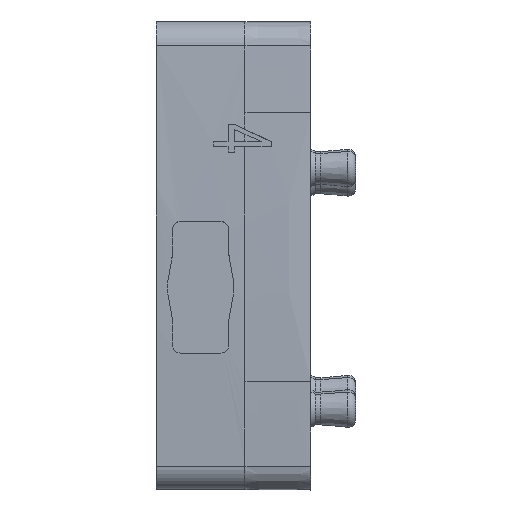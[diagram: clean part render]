
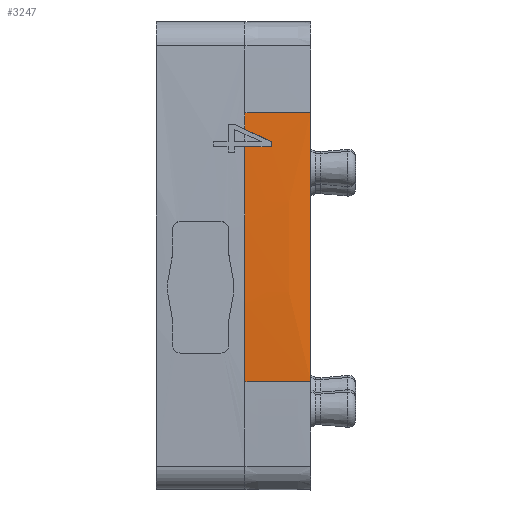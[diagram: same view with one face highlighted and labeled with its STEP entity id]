
A CAD part, top view. The second image highlights one B-rep face of the part: STEP entity #3247.
In plain terms, the highlighted face is a extrusion surface.
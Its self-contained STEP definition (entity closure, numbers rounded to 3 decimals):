
#2035=AXIS2_PLACEMENT_3D('Circle Axis2P3D',#2033,#2034,$) ;
#2090=AXIS2_PLACEMENT_3D('Circle Axis2P3D',#2088,#2089,$) ;
#2030=CARTESIAN_POINT('Vertex',(3.5,4.27,51.857)) ;
#2033=CARTESIAN_POINT('Axis2P3D Location',(3.5,9.583,-100.55)) ;
#2037=CARTESIAN_POINT('Vertex',(3.5,13.558,51.898)) ;
#2085=CARTESIAN_POINT('Vertex',(3.5,14.241,51.879)) ;
#2088=CARTESIAN_POINT('Axis2P3D Location',(3.5,9.583,-100.55)) ;
#2092=CARTESIAN_POINT('Vertex',(3.5,14.896,51.857)) ;
#2319=CARTESIAN_POINT('Vertex',(4.53,13.558,51.898)) ;
#2322=CARTESIAN_POINT('Line Origine',(4.015,13.558,51.898)) ;
#2344=CARTESIAN_POINT('Vertex',(4.53,13.756,51.893)) ;
#2348=CARTESIAN_POINT('Control Point',(4.53,13.558,51.898)) ;
#2349=CARTESIAN_POINT('Control Point',(4.53,13.598,51.897)) ;
#2350=CARTESIAN_POINT('Control Point',(4.53,13.637,51.896)) ;
#2351=CARTESIAN_POINT('Control Point',(4.53,13.677,51.895)) ;
#2352=CARTESIAN_POINT('Control Point',(4.53,13.717,51.894)) ;
#2353=CARTESIAN_POINT('Control Point',(4.53,13.756,51.893)) ;
#2373=CARTESIAN_POINT('Control Point',(3.5,14.241,51.879)) ;
#2374=CARTESIAN_POINT('Control Point',(3.706,14.144,51.882)) ;
#2375=CARTESIAN_POINT('Control Point',(3.912,14.047,51.885)) ;
#2376=CARTESIAN_POINT('Control Point',(4.118,13.95,51.888)) ;
#2377=CARTESIAN_POINT('Control Point',(4.324,13.853,51.89)) ;
#2378=CARTESIAN_POINT('Control Point',(4.53,13.756,51.893)) ;
#3194=CARTESIAN_POINT('Vertex',(6.1,14.896,51.857)) ;
#3204=CARTESIAN_POINT('Line Origine',(4.3,14.896,51.857)) ;
#3217=CARTESIAN_POINT('Control Point',(3.5,4.27,51.857)) ;
#3218=CARTESIAN_POINT('Control Point',(3.5,7.811,51.981)) ;
#3219=CARTESIAN_POINT('Control Point',(3.5,11.356,51.981)) ;
#3220=CARTESIAN_POINT('Control Point',(3.5,14.896,51.857)) ;
#3224=CARTESIAN_POINT('Line Origine',(4.3,4.27,51.857)) ;
#3228=CARTESIAN_POINT('Vertex',(6.1,4.27,51.857)) ;
#3232=CARTESIAN_POINT('Control Point',(6.1,4.27,51.857)) ;
#3233=CARTESIAN_POINT('Control Point',(6.1,7.81,51.981)) ;
#3234=CARTESIAN_POINT('Control Point',(6.1,11.356,51.981)) ;
#3235=CARTESIAN_POINT('Control Point',(6.1,14.896,51.857)) ;
#2034=DIRECTION('Axis2P3D Direction',(1.,0.,0.)) ;
#2089=DIRECTION('Axis2P3D Direction',(1.,0.,0.)) ;
#2323=DIRECTION('Vector Direction',(-1.,0.,0.)) ;
#3205=DIRECTION('Vector Direction',(1.,0.,0.)) ;
#3221=DIRECTION('Vector Direction',(1.,0.,0.)) ;
#3225=DIRECTION('Vector Direction',(1.,0.,0.)) ;
#2324=VECTOR('Line Direction',#2323,1.) ;
#3206=VECTOR('Line Direction',#3205,1.) ;
#3222=VECTOR('Extrusion Surface Vector',#3221,1.) ;
#3226=VECTOR('Line Direction',#3225,1.) ;
#3238=ORIENTED_EDGE('',*,*,#2379,.T.) ;
#3239=ORIENTED_EDGE('',*,*,#2354,.F.) ;
#3240=ORIENTED_EDGE('',*,*,#2326,.T.) ;
#3241=ORIENTED_EDGE('',*,*,#2039,.F.) ;
#3242=ORIENTED_EDGE('',*,*,#3230,.T.) ;
#3243=ORIENTED_EDGE('',*,*,#3236,.T.) ;
#3244=ORIENTED_EDGE('',*,*,#3208,.F.) ;
#3245=ORIENTED_EDGE('',*,*,#2094,.F.) ;
#3247=ADVANCED_FACE('MLD',(#3246),#3223,.F.) ;
#2347=B_SPLINE_CURVE_WITH_KNOTS('',5,(#2348,#2349,#2350,#2351,#2352,#2353),.UNSPECIFIED.,.F.,.U.,(6,6),(0.,0.28),.UNSPECIFIED.) ;
#2372=B_SPLINE_CURVE_WITH_KNOTS('',5,(#2373,#2374,#2375,#2376,#2377,#2378),.UNSPECIFIED.,.F.,.U.,(6,6),(0.,1.609),.UNSPECIFIED.) ;
#3216=B_SPLINE_CURVE_WITH_KNOTS('',3,(#3217,#3218,#3219,#3220),.UNSPECIFIED.,.F.,.U.,(4,4),(34.073,44.702),.UNSPECIFIED.) ;
#3231=B_SPLINE_CURVE_WITH_KNOTS('',3,(#3232,#3233,#3234,#3235),.UNSPECIFIED.,.F.,.U.,(4,4),(0.,15.029),.UNSPECIFIED.) ;
#2036=CIRCLE('generated circle',#2035,152.5) ;
#2091=CIRCLE('generated circle',#2090,152.5) ;
#2039=EDGE_CURVE('',#2031,#2038,#2036,.F.) ;
#2094=EDGE_CURVE('',#2086,#2093,#2091,.F.) ;
#2326=EDGE_CURVE('',#2320,#2038,#2325,.T.) ;
#2354=EDGE_CURVE('',#2320,#2345,#2347,.T.) ;
#2379=EDGE_CURVE('',#2086,#2345,#2372,.T.) ;
#3208=EDGE_CURVE('',#2093,#3195,#3207,.T.) ;
#3230=EDGE_CURVE('',#2031,#3229,#3227,.T.) ;
#3236=EDGE_CURVE('',#3229,#3195,#3231,.T.) ;
#3237=EDGE_LOOP('',(#3238,#3239,#3240,#3241,#3242,#3243,#3244,#3245)) ;
#3246=FACE_OUTER_BOUND('',#3237,.T.) ;
#2325=LINE('Line',#2322,#2324) ;
#3207=LINE('Line',#3204,#3206) ;
#3227=LINE('Line',#3224,#3226) ;
#3223=SURFACE_OF_LINEAR_EXTRUSION('generated tabulated cylinder',#3216,#3222) ;
#2031=VERTEX_POINT('',#2030) ;
#2038=VERTEX_POINT('',#2037) ;
#2086=VERTEX_POINT('',#2085) ;
#2093=VERTEX_POINT('',#2092) ;
#2320=VERTEX_POINT('',#2319) ;
#2345=VERTEX_POINT('',#2344) ;
#3195=VERTEX_POINT('',#3194) ;
#3229=VERTEX_POINT('',#3228) ;
